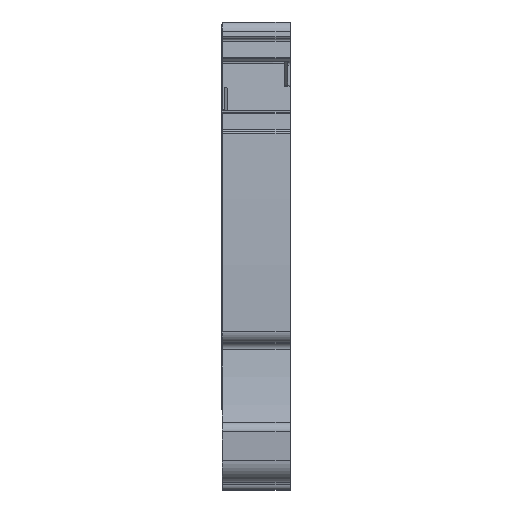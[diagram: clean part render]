
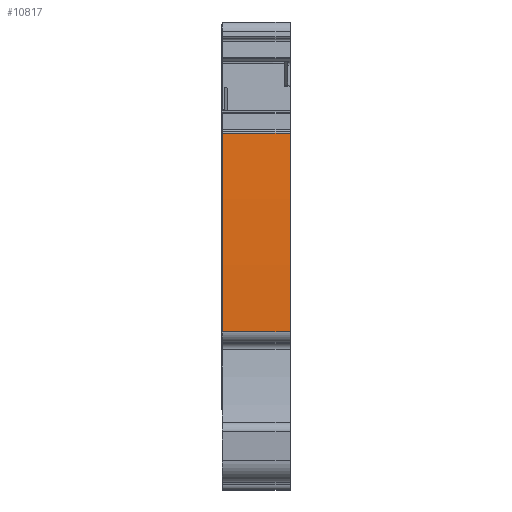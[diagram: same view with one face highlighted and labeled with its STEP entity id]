
A CAD part, front view. The second image highlights one B-rep face of the part: STEP entity #10817.
In plain terms, the highlighted cylindrical face has radius 248.5 mm (diameter 497 mm), a partial arc.
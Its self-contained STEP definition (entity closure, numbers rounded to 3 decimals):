
#9889=AXIS2_PLACEMENT_3D('Cylinder Axis2P3D',#9886,#9887,#9888) ;
#10803=AXIS2_PLACEMENT_3D('Circle Axis2P3D',#10801,#10802,$) ;
#10808=AXIS2_PLACEMENT_3D('Circle Axis2P3D',#10806,#10807,$) ;
#9886=CARTESIAN_POINT('Axis2P3D Location',(3.05,250.178,13.421)) ;
#10757=CARTESIAN_POINT('Line Origine',(3.05,2.363,31.851)) ;
#10761=CARTESIAN_POINT('Vertex',(0.05,2.363,31.851)) ;
#10763=CARTESIAN_POINT('Vertex',(6.1,2.363,31.851)) ;
#10792=CARTESIAN_POINT('Line Origine',(3.05,1.679,14.143)) ;
#10796=CARTESIAN_POINT('Vertex',(0.05,1.679,14.143)) ;
#10798=CARTESIAN_POINT('Vertex',(6.1,1.679,14.143)) ;
#10801=CARTESIAN_POINT('Axis2P3D Location',(6.1,250.178,13.421)) ;
#10806=CARTESIAN_POINT('Axis2P3D Location',(0.05,250.178,13.421)) ;
#9887=DIRECTION('Axis2P3D Direction',(1.,0.,0.)) ;
#9888=DIRECTION('Axis2P3D XDirection',(0.,-0.994,0.11)) ;
#10758=DIRECTION('Vector Direction',(1.,0.,0.)) ;
#10793=DIRECTION('Vector Direction',(1.,0.,0.)) ;
#10802=DIRECTION('Axis2P3D Direction',(1.,0.,0.)) ;
#10807=DIRECTION('Axis2P3D Direction',(1.,0.,0.)) ;
#10759=VECTOR('Line Direction',#10758,1.) ;
#10794=VECTOR('Line Direction',#10793,1.) ;
#10812=ORIENTED_EDGE('',*,*,#10800,.T.) ;
#10813=ORIENTED_EDGE('',*,*,#10805,.F.) ;
#10814=ORIENTED_EDGE('',*,*,#10765,.F.) ;
#10815=ORIENTED_EDGE('',*,*,#10810,.T.) ;
#10817=ADVANCED_FACE('PartBody',(#10816),#9890,.T.) ;
#10804=CIRCLE('generated circle',#10803,248.5) ;
#10809=CIRCLE('generated circle',#10808,248.5) ;
#9890=CYLINDRICAL_SURFACE('generated cylinder',#9889,248.5) ;
#10765=EDGE_CURVE('',#10762,#10764,#10760,.T.) ;
#10800=EDGE_CURVE('',#10797,#10799,#10795,.T.) ;
#10805=EDGE_CURVE('',#10764,#10799,#10804,.T.) ;
#10810=EDGE_CURVE('',#10762,#10797,#10809,.T.) ;
#10811=EDGE_LOOP('',(#10812,#10813,#10814,#10815)) ;
#10816=FACE_OUTER_BOUND('',#10811,.T.) ;
#10760=LINE('Line',#10757,#10759) ;
#10795=LINE('Line',#10792,#10794) ;
#10762=VERTEX_POINT('',#10761) ;
#10764=VERTEX_POINT('',#10763) ;
#10797=VERTEX_POINT('',#10796) ;
#10799=VERTEX_POINT('',#10798) ;
